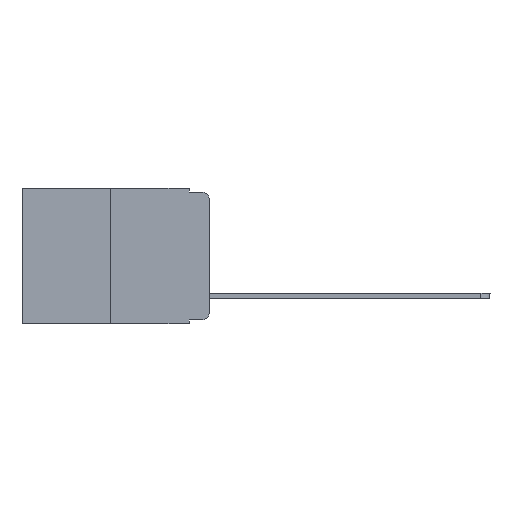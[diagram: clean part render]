
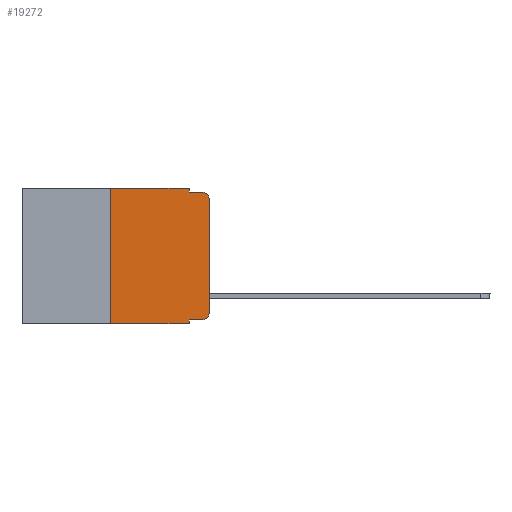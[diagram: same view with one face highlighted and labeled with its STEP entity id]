
A CAD part, left-side view. The second image highlights one B-rep face of the part: STEP entity #19272.
In plain terms, the highlighted planar face has unit normal (-1, 0, 0).
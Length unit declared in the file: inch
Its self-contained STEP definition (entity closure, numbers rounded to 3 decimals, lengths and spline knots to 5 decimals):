
#98 = VERTEX_POINT ( 'NONE', #10678 ) ;
#124 = VERTEX_POINT ( 'NONE', #10595 ) ;
#1420 = CARTESIAN_POINT ( 'NONE',  ( 0., 0.051, -0.333 ) ) ;
#1493 = CARTESIAN_POINT ( 'NONE',  ( 0., 0.051, -0.01 ) ) ;
#1506 = DIRECTION ( 'NONE',  ( 0., -1., 0. ) ) ;
#2158 = DIRECTION ( 'NONE',  ( -1., 0., 0. ) ) ;
#3105 = DIRECTION ( 'NONE',  ( 0., -1., 0. ) ) ;
#3386 = CARTESIAN_POINT ( 'NONE',  ( 0., 0.051, 0. ) ) ;
#3667 = ORIENTED_EDGE ( 'NONE', *, *, #7451, .F. ) ;
#3877 = CARTESIAN_POINT ( 'NONE',  ( 0., 0.02, -0.03 ) ) ;
#4110 = AXIS2_PLACEMENT_3D ( 'NONE', #12602, #24419, #14328 ) ;
#4112 = DIRECTION ( 'NONE',  ( 0., 0., -1. ) ) ;
#4234 = ORIENTED_EDGE ( 'NONE', *, *, #6163, .T. ) ;
#4501 = DIRECTION ( 'NONE',  ( 0., 0., 1. ) ) ;
#4681 = VECTOR ( 'NONE', #24006, 39.37008 ) ;
#5319 = VECTOR ( 'NONE', #7014, 39.37008 ) ;
#6163 = EDGE_CURVE ( 'NONE', #124, #22392, #15575, .T. ) ;
#6290 = VECTOR ( 'NONE', #20626, 39.37008 ) ;
#6492 = EDGE_CURVE ( 'NONE', #15325, #12874, #19867, .T. ) ;
#6907 = LINE ( 'NONE', #14772, #21918 ) ;
#7014 = DIRECTION ( 'NONE',  ( 0., 0., -1. ) ) ;
#7089 = VECTOR ( 'NONE', #4112, 39.37008 ) ;
#7135 = VERTEX_POINT ( 'NONE', #17414 ) ;
#7154 = LINE ( 'NONE', #1493, #24911 ) ;
#7163 = DIRECTION ( 'NONE',  ( 0., 0., -1. ) ) ;
#7170 = LINE ( 'NONE', #18951, #5319 ) ;
#7451 = EDGE_CURVE ( 'NONE', #15097, #21663, #25315, .T. ) ;
#7883 = CARTESIAN_POINT ( 'NONE',  ( 0., 0.25, 0. ) ) ;
#7903 = EDGE_CURVE ( 'NONE', #22392, #15325, #20411, .T. ) ;
#9083 = EDGE_CURVE ( 'NONE', #17299, #98, #7170, .T. ) ;
#9719 = DIRECTION ( 'NONE',  ( 0., 0., -1. ) ) ;
#9988 = VERTEX_POINT ( 'NONE', #21407 ) ;
#10244 = CARTESIAN_POINT ( 'NONE',  ( 0., 0., -0.313 ) ) ;
#10329 = CARTESIAN_POINT ( 'NONE',  ( 0., 0.473, 0. ) ) ;
#10595 = CARTESIAN_POINT ( 'NONE',  ( 0., 0.02, -0.333 ) ) ;
#10661 = EDGE_CURVE ( 'NONE', #21663, #17299, #10811, .T. ) ;
#10678 = CARTESIAN_POINT ( 'NONE',  ( 0., 0.051, -0.01 ) ) ;
#10811 = LINE ( 'NONE', #10329, #4681 ) ;
#10878 = CARTESIAN_POINT ( 'NONE',  ( 0., 0.02, -0.01 ) ) ;
#11001 = DIRECTION ( 'NONE',  ( -1., 0., 0. ) ) ;
#11155 = ORIENTED_EDGE ( 'NONE', *, *, #10661, .F. ) ;
#11464 = EDGE_CURVE ( 'NONE', #7135, #9988, #11675, .T. ) ;
#11675 = LINE ( 'NONE', #13945, #7089 ) ;
#12602 = CARTESIAN_POINT ( 'NONE',  ( 0., 0.473, 0. ) ) ;
#12741 = FACE_OUTER_BOUND ( 'NONE', #22932, .T. ) ;
#12874 = VERTEX_POINT ( 'NONE', #10878 ) ;
#13157 = LINE ( 'NONE', #1420, #19319 ) ;
#13204 = ORIENTED_EDGE ( 'NONE', *, *, #9083, .F. ) ;
#13304 = ORIENTED_EDGE ( 'NONE', *, *, #6492, .T. ) ;
#13945 = CARTESIAN_POINT ( 'NONE',  ( 0., 0.051, 0. ) ) ;
#14075 = CARTESIAN_POINT ( 'NONE',  ( 0., 0., -0.03 ) ) ;
#14328 = DIRECTION ( 'NONE',  ( 0., 0., -1. ) ) ;
#14772 = CARTESIAN_POINT ( 'NONE',  ( 0., 0.473, -0.343 ) ) ;
#15097 = VERTEX_POINT ( 'NONE', #23176 ) ;
#15325 = VERTEX_POINT ( 'NONE', #14075 ) ;
#15549 = EDGE_CURVE ( 'NONE', #98, #12874, #7154, .T. ) ;
#15575 = CIRCLE ( 'NONE', #15582, 0.02 ) ;
#15582 = AXIS2_PLACEMENT_3D ( 'NONE', #22649, #11001, #7163 ) ;
#16140 = EDGE_CURVE ( 'NONE', #7135, #124, #13157, .T. ) ;
#16299 = ORIENTED_EDGE ( 'NONE', *, *, #16140, .T. ) ;
#16413 = AXIS2_PLACEMENT_3D ( 'NONE', #3877, #2158, #9719 ) ;
#16767 = ORIENTED_EDGE ( 'NONE', *, *, #19907, .T. ) ;
#17299 = VERTEX_POINT ( 'NONE', #3386 ) ;
#17414 = CARTESIAN_POINT ( 'NONE',  ( 0., 0.051, -0.333 ) ) ;
#17649 = ORIENTED_EDGE ( 'NONE', *, *, #11464, .F. ) ;
#18021 = VECTOR ( 'NONE', #4501, 39.37008 ) ;
#18301 = ORIENTED_EDGE ( 'NONE', *, *, #7903, .T. ) ;
#18951 = CARTESIAN_POINT ( 'NONE',  ( 0., 0.051, 0. ) ) ;
#19272 = ADVANCED_FACE ( 'NONE', ( #12741 ), #24252, .F. ) ;
#19319 = VECTOR ( 'NONE', #1506, 39.37008 ) ;
#19867 = CIRCLE ( 'NONE', #16413, 0.02 ) ;
#19907 = EDGE_CURVE ( 'NONE', #15097, #9988, #6907, .T. ) ;
#20411 = LINE ( 'NONE', #24778, #6290 ) ;
#20626 = DIRECTION ( 'NONE',  ( 0., 0., 1. ) ) ;
#21407 = CARTESIAN_POINT ( 'NONE',  ( 0., 0.051, -0.343 ) ) ;
#21663 = VERTEX_POINT ( 'NONE', #7883 ) ;
#21918 = VECTOR ( 'NONE', #24598, 39.37008 ) ;
#22392 = VERTEX_POINT ( 'NONE', #10244 ) ;
#22649 = CARTESIAN_POINT ( 'NONE',  ( 0., 0.02, -0.313 ) ) ;
#22932 = EDGE_LOOP ( 'NONE', ( #18301, #13304, #22969, #13204, #11155, #3667, #16767, #17649, #16299, #4234 ) ) ;
#22969 = ORIENTED_EDGE ( 'NONE', *, *, #15549, .F. ) ;
#23176 = CARTESIAN_POINT ( 'NONE',  ( 0., 0.25, -0.343 ) ) ;
#24006 = DIRECTION ( 'NONE',  ( 0., -1., 0. ) ) ;
#24011 = CARTESIAN_POINT ( 'NONE',  ( 0., 0.25, 0. ) ) ;
#24252 = PLANE ( 'NONE',  #4110 ) ;
#24419 = DIRECTION ( 'NONE',  ( 1., 0., 0. ) ) ;
#24598 = DIRECTION ( 'NONE',  ( 0., -1., 0. ) ) ;
#24778 = CARTESIAN_POINT ( 'NONE',  ( 0., 0., 0. ) ) ;
#24911 = VECTOR ( 'NONE', #3105, 39.37008 ) ;
#25315 = LINE ( 'NONE', #24011, #18021 ) ;
